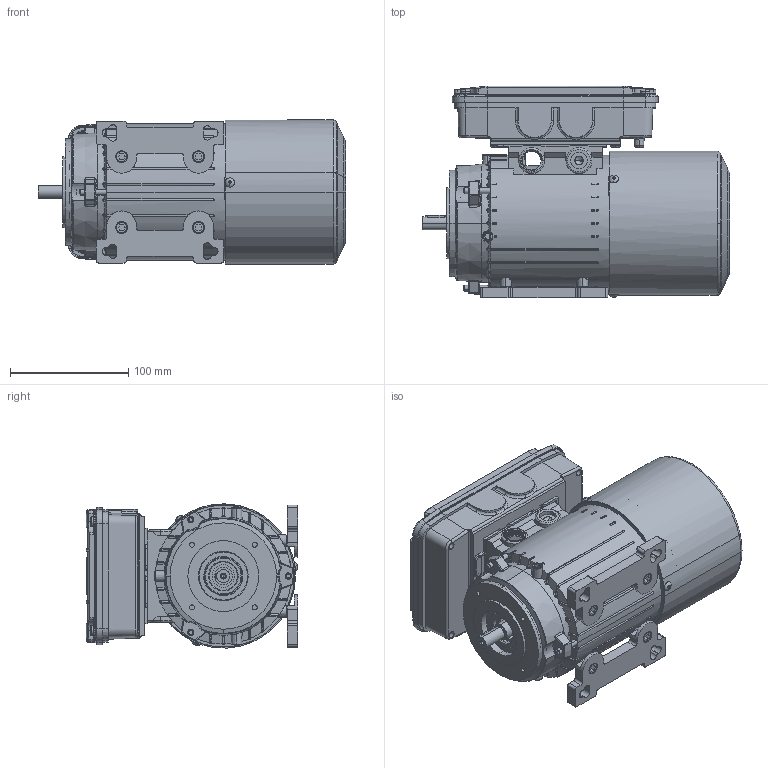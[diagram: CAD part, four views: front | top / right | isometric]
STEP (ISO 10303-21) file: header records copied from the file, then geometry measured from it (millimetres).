
FILE_DESCRIPTION (( 'STEP AP214' ), '1' );
FILE_NAME ('18I1.STEP', '2024-04-23T23:04:46', ( '' ), ( '' ), 'SwSTEP 2.0', 'SolidWorks 2021', '' );
FILE_SCHEMA (( 'AUTOMOTIVE_DESIGN' ));
Products named in the file (1): 18I1
Bounding box: 260 x 179 x 121.92 mm (x, y, z)
Volume: 2555201 mm3; surface area: 447148 mm2
Topology: 12 solids, 24 shells, 3503 faces, 9547 edges, 6085 vertices
Faces by surface type: cylinder 1208, plane 1148, bspline 448, torus 385, cone 229, sphere 85
Entity records: 148391 total; most frequent: CARTESIAN_POINT 64215, ORIENTED_EDGE 18700, DIRECTION 16282, EDGE_CURVE 9350, AXIS2_PLACEMENT_3D 6118, VERTEX_POINT 6013, LINE 4046, VECTOR 4046
